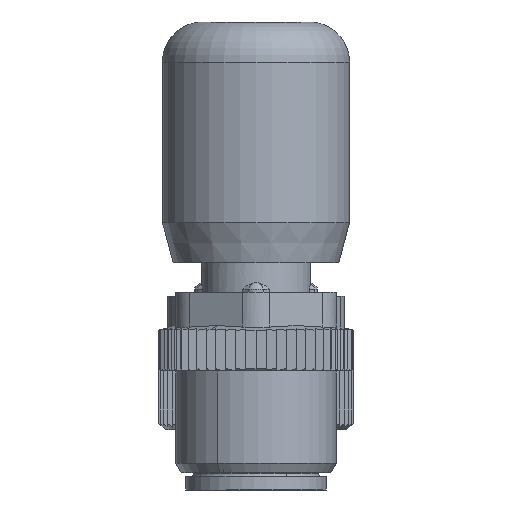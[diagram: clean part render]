
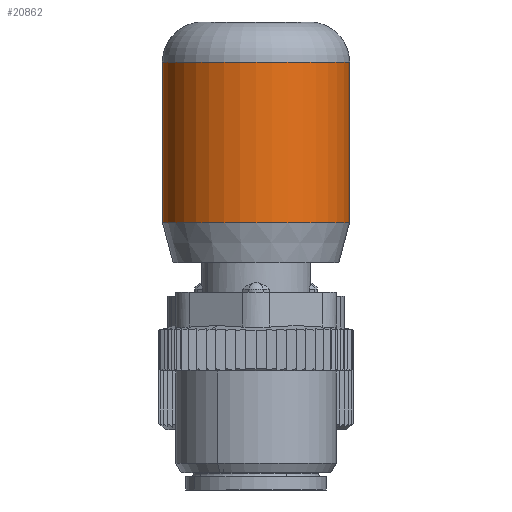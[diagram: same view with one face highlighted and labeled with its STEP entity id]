
A CAD part, front view. The second image highlights one B-rep face of the part: STEP entity #20862.
In plain terms, the highlighted cylindrical face has radius 7 mm (diameter 14 mm), a partial arc.
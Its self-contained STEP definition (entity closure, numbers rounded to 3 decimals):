
#20791=AXIS2_PLACEMENT_3D('Circle Axis2P3D',#20789,#20790,$) ;
#20835=AXIS2_PLACEMENT_3D('Cylinder Axis2P3D',#20832,#20833,#20834) ;
#20853=AXIS2_PLACEMENT_3D('Circle Axis2P3D',#20851,#20852,$) ;
#20786=CARTESIAN_POINT('Vertex',(0.3,7.261,32.)) ;
#20789=CARTESIAN_POINT('Axis2P3D Location',(7.3,7.261,32.)) ;
#20793=CARTESIAN_POINT('Vertex',(14.3,7.261,32.)) ;
#20832=CARTESIAN_POINT('Axis2P3D Location',(7.3,7.261,28.)) ;
#20837=CARTESIAN_POINT('Line Origine',(14.3,7.261,28.)) ;
#20841=CARTESIAN_POINT('Vertex',(14.3,7.261,20.)) ;
#20844=CARTESIAN_POINT('Line Origine',(0.3,7.261,28.)) ;
#20848=CARTESIAN_POINT('Vertex',(0.3,7.261,20.)) ;
#20851=CARTESIAN_POINT('Axis2P3D Location',(7.3,7.261,20.)) ;
#20790=DIRECTION('Axis2P3D Direction',(0.,0.,1.)) ;
#20833=DIRECTION('Axis2P3D Direction',(0.,0.,1.)) ;
#20834=DIRECTION('Axis2P3D XDirection',(1.,0.,0.)) ;
#20838=DIRECTION('Vector Direction',(0.,0.,1.)) ;
#20845=DIRECTION('Vector Direction',(0.,0.,1.)) ;
#20852=DIRECTION('Axis2P3D Direction',(0.,0.,1.)) ;
#20839=VECTOR('Line Direction',#20838,1.) ;
#20846=VECTOR('Line Direction',#20845,1.) ;
#20857=ORIENTED_EDGE('',*,*,#20843,.T.) ;
#20858=ORIENTED_EDGE('',*,*,#20795,.F.) ;
#20859=ORIENTED_EDGE('',*,*,#20850,.F.) ;
#20860=ORIENTED_EDGE('',*,*,#20855,.T.) ;
#20862=ADVANCED_FACE('Hauptkoerper',(#20861),#20836,.T.) ;
#20792=CIRCLE('generated circle',#20791,7.) ;
#20854=CIRCLE('generated circle',#20853,7.) ;
#20836=CYLINDRICAL_SURFACE('generated cylinder',#20835,7.) ;
#20795=EDGE_CURVE('',#20787,#20794,#20792,.T.) ;
#20843=EDGE_CURVE('',#20842,#20794,#20840,.T.) ;
#20850=EDGE_CURVE('',#20849,#20787,#20847,.T.) ;
#20855=EDGE_CURVE('',#20849,#20842,#20854,.T.) ;
#20856=EDGE_LOOP('',(#20857,#20858,#20859,#20860)) ;
#20861=FACE_OUTER_BOUND('',#20856,.T.) ;
#20840=LINE('Line',#20837,#20839) ;
#20847=LINE('Line',#20844,#20846) ;
#20787=VERTEX_POINT('',#20786) ;
#20794=VERTEX_POINT('',#20793) ;
#20842=VERTEX_POINT('',#20841) ;
#20849=VERTEX_POINT('',#20848) ;
